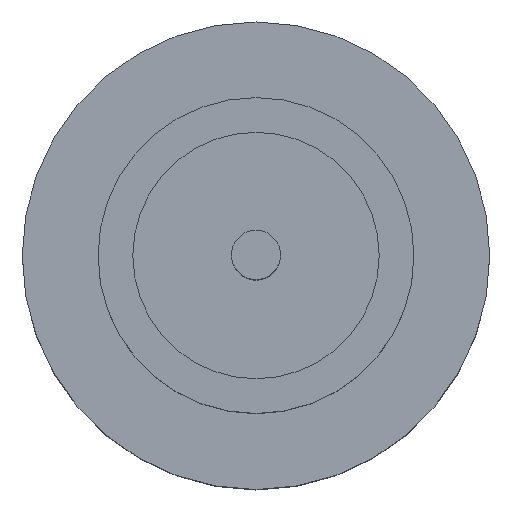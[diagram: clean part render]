
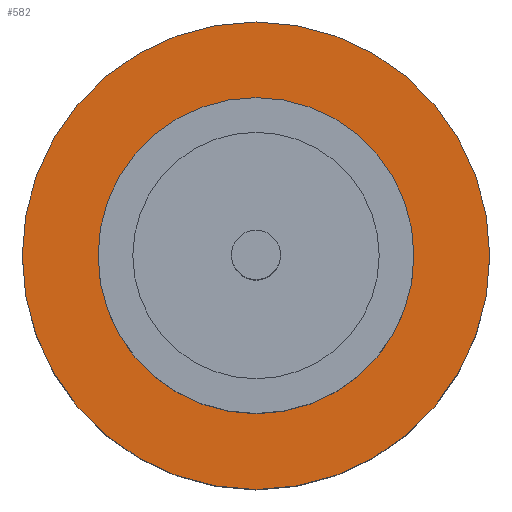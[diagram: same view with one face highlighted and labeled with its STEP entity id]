
A CAD part, top view. The second image highlights one B-rep face of the part: STEP entity #582.
In plain terms, the highlighted planar face has unit normal (0, 0, 1).
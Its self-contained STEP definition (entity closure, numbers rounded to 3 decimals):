
#23 = VERTEX_POINT ( 'NONE', #460 ) ;
#40 = AXIS2_PLACEMENT_3D ( 'NONE', #559, #171, #44 ) ;
#44 = DIRECTION ( 'NONE',  ( 1., 0., 0. ) ) ;
#45 = CARTESIAN_POINT ( 'NONE',  ( 1.25, 0., 1.55 ) ) ;
#52 = CIRCLE ( 'NONE', #469, 1.25 ) ;
#64 = AXIS2_PLACEMENT_3D ( 'NONE', #286, #454, #620 ) ;
#95 = ORIENTED_EDGE ( 'NONE', *, *, #436, .F. ) ;
#105 = CARTESIAN_POINT ( 'NONE',  ( -1.25, 0., 1.55 ) ) ;
#133 = CIRCLE ( 'NONE', #636, 1.85 ) ;
#154 = DIRECTION ( 'NONE',  ( 1., 0., 0. ) ) ;
#171 = DIRECTION ( 'NONE',  ( 0., 0., 1. ) ) ;
#182 = EDGE_LOOP ( 'NONE', ( #303, #275 ) ) ;
#275 = ORIENTED_EDGE ( 'NONE', *, *, #565, .T. ) ;
#279 = DIRECTION ( 'NONE',  ( 0., 0., 1. ) ) ;
#286 = CARTESIAN_POINT ( 'NONE',  ( 0., 0., 1.55 ) ) ;
#299 = DIRECTION ( 'NONE',  ( 1., 0., 0. ) ) ;
#301 = FACE_BOUND ( 'NONE', #714, .T. ) ;
#303 = ORIENTED_EDGE ( 'NONE', *, *, #578, .T. ) ;
#324 = EDGE_CURVE ( 'NONE', #418, #473, #590, .T. ) ;
#328 = CIRCLE ( 'NONE', #64, 1.85 ) ;
#332 = VERTEX_POINT ( 'NONE', #501 ) ;
#408 = CARTESIAN_POINT ( 'NONE',  ( 0., 0., 1.55 ) ) ;
#418 = VERTEX_POINT ( 'NONE', #105 ) ;
#436 = EDGE_CURVE ( 'NONE', #473, #418, #52, .T. ) ;
#448 = ORIENTED_EDGE ( 'NONE', *, *, #324, .F. ) ;
#454 = DIRECTION ( 'NONE',  ( 0., 0., 1. ) ) ;
#460 = CARTESIAN_POINT ( 'NONE',  ( 1.85, 0., 1.55 ) ) ;
#469 = AXIS2_PLACEMENT_3D ( 'NONE', #682, #279, #154 ) ;
#473 = VERTEX_POINT ( 'NONE', #45 ) ;
#501 = CARTESIAN_POINT ( 'NONE',  ( -1.85, 0., 1.55 ) ) ;
#513 = DIRECTION ( 'NONE',  ( 1., 0., 0. ) ) ;
#518 = PLANE ( 'NONE',  #670 ) ;
#559 = CARTESIAN_POINT ( 'NONE',  ( 0., 0., 1.55 ) ) ;
#565 = EDGE_CURVE ( 'NONE', #23, #332, #328, .T. ) ;
#578 = EDGE_CURVE ( 'NONE', #332, #23, #133, .T. ) ;
#582 = ADVANCED_FACE ( 'NONE', ( #301, #753 ), #518, .T. ) ;
#590 = CIRCLE ( 'NONE', #40, 1.25 ) ;
#620 = DIRECTION ( 'NONE',  ( 1., 0., 0. ) ) ;
#630 = DIRECTION ( 'NONE',  ( 0., 0., 1. ) ) ;
#636 = AXIS2_PLACEMENT_3D ( 'NONE', #751, #740, #513 ) ;
#670 = AXIS2_PLACEMENT_3D ( 'NONE', #408, #630, #299 ) ;
#682 = CARTESIAN_POINT ( 'NONE',  ( 0., 0., 1.55 ) ) ;
#714 = EDGE_LOOP ( 'NONE', ( #95, #448 ) ) ;
#740 = DIRECTION ( 'NONE',  ( 0., 0., 1. ) ) ;
#751 = CARTESIAN_POINT ( 'NONE',  ( 0., 0., 1.55 ) ) ;
#753 = FACE_OUTER_BOUND ( 'NONE', #182, .T. ) ;
